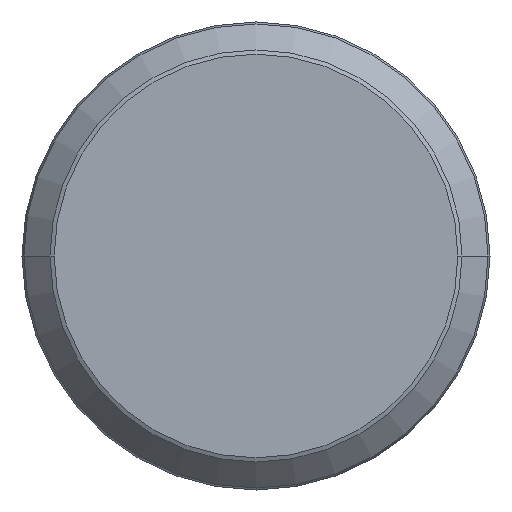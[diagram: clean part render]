
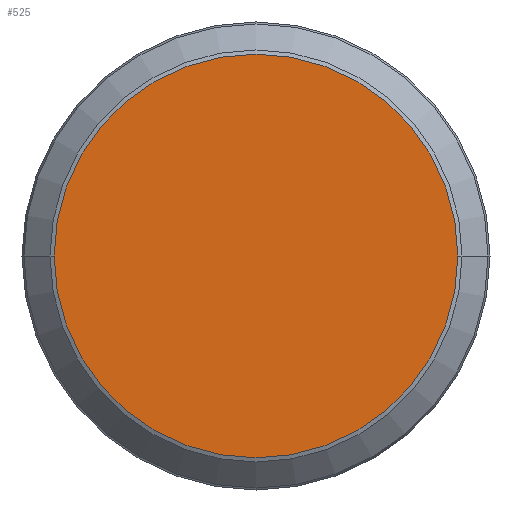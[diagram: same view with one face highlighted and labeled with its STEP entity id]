
A CAD part, left-side view. The second image highlights one B-rep face of the part: STEP entity #525.
In plain terms, the highlighted planar face has unit normal (-1, 0, 0).
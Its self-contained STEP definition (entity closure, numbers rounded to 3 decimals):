
#31 = DIRECTION ( 'NONE',  ( 1., 0., 0. ) ) ;
#38 = CARTESIAN_POINT ( 'NONE',  ( 20.1, -10.35, 0. ) ) ;
#52 = DIRECTION ( 'NONE',  ( 1., 0., 0. ) ) ;
#57 = AXIS2_PLACEMENT_3D ( 'NONE', #573, #31, #847 ) ;
#184 = CARTESIAN_POINT ( 'NONE',  ( 20.1, 0., 0. ) ) ;
#194 = EDGE_CURVE ( 'NONE', #590, #1258, #708, .T. ) ;
#316 = ORIENTED_EDGE ( 'NONE', *, *, #533, .F. ) ;
#348 = AXIS2_PLACEMENT_3D ( 'NONE', #184, #52, #385 ) ;
#385 = DIRECTION ( 'NONE',  ( 0., 1., 0. ) ) ;
#493 = FACE_OUTER_BOUND ( 'NONE', #1196, .T. ) ;
#525 = ADVANCED_FACE ( 'NONE', ( #493 ), #685, .T. ) ;
#532 = CARTESIAN_POINT ( 'NONE',  ( 20.1, 10.35, 0. ) ) ;
#533 = EDGE_CURVE ( 'NONE', #1258, #590, #732, .T. ) ;
#573 = CARTESIAN_POINT ( 'NONE',  ( 20.1, 0., 0. ) ) ;
#590 = VERTEX_POINT ( 'NONE', #38 ) ;
#685 = PLANE ( 'NONE',  #1311 ) ;
#702 = ORIENTED_EDGE ( 'NONE', *, *, #194, .F. ) ;
#708 = CIRCLE ( 'NONE', #57, 10.35 ) ;
#732 = CIRCLE ( 'NONE', #348, 10.35 ) ;
#847 = DIRECTION ( 'NONE',  ( 0., 1., 0. ) ) ;
#1000 = DIRECTION ( 'NONE',  ( -1., 0., 0. ) ) ;
#1196 = EDGE_LOOP ( 'NONE', ( #316, #702 ) ) ;
#1221 = CARTESIAN_POINT ( 'NONE',  ( 20.1, 5.175, 0. ) ) ;
#1258 = VERTEX_POINT ( 'NONE', #532 ) ;
#1294 = DIRECTION ( 'NONE',  ( 0., 0., 1. ) ) ;
#1311 = AXIS2_PLACEMENT_3D ( 'NONE', #1221, #1000, #1294 ) ;
